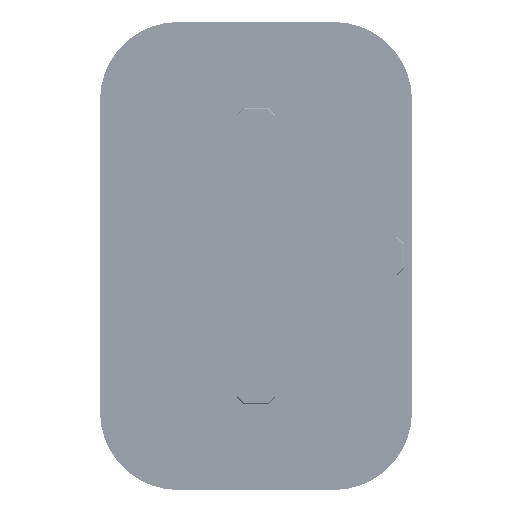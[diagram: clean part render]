
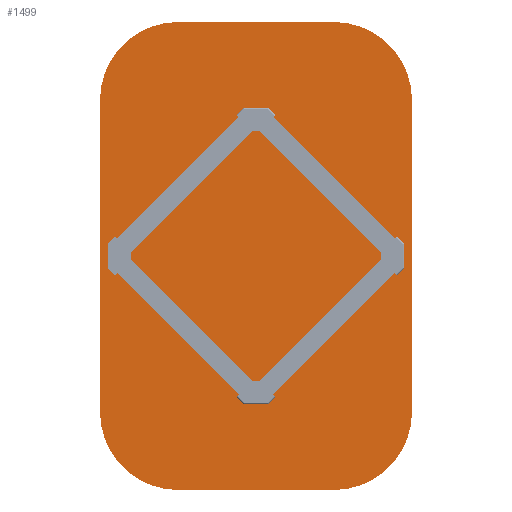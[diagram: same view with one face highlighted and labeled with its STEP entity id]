
A CAD part, top view. The second image highlights one B-rep face of the part: STEP entity #1499.
In plain terms, the highlighted planar face has unit normal (0, 0, 1).
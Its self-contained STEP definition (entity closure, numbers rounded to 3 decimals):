
#1499=ADVANCED_FACE('',(#10186),#10188,.T.);
#10186=FACE_BOUND('',#10187,.T.);
#10187=EDGE_LOOP('',(#20335,#20336,#20337,#20338,#20339,#20340,#20341,#20342));
#10188=PLANE('',#10189);
#10189=AXIS2_PLACEMENT_3D('',#10190,#10191,#10192);
#10190=CARTESIAN_POINT('',(0.,0.,0.));
#10191=DIRECTION('',(0.,0.,1.));
#10192=DIRECTION('',(-1.,0.,0.));
#20335=ORIENTED_EDGE('',*,*,#25681,.T.);
#20336=ORIENTED_EDGE('',*,*,#25685,.T.);
#20337=ORIENTED_EDGE('',*,*,#25688,.T.);
#20338=ORIENTED_EDGE('',*,*,#25691,.T.);
#20339=ORIENTED_EDGE('',*,*,#25694,.T.);
#20340=ORIENTED_EDGE('',*,*,#25697,.T.);
#20341=ORIENTED_EDGE('',*,*,#25700,.T.);
#20342=ORIENTED_EDGE('',*,*,#25702,.T.);
#25681=EDGE_CURVE('',#28372,#28370,#28373,.T.);
#25685=EDGE_CURVE('',#28370,#28377,#28379,.T.);
#25688=EDGE_CURVE('',#28377,#28382,#28384,.T.);
#25691=EDGE_CURVE('',#28382,#28387,#28389,.T.);
#25694=EDGE_CURVE('',#28387,#28392,#28394,.T.);
#25697=EDGE_CURVE('',#28392,#28397,#28399,.T.);
#25700=EDGE_CURVE('',#28397,#28402,#28404,.T.);
#25702=EDGE_CURVE('',#28402,#28372,#28406,.T.);
#28370=VERTEX_POINT('',#32851);
#28372=VERTEX_POINT('',#32855);
#28373=LINE('',#32856,#32857);
#28377=VERTEX_POINT('',#32867);
#28379=CIRCLE('',#32871,50.);
#28382=VERTEX_POINT('',#32879);
#28384=LINE('',#32883,#32884);
#28387=VERTEX_POINT('',#32891);
#28389=CIRCLE('',#32895,50.);
#28392=VERTEX_POINT('',#32903);
#28394=LINE('',#32907,#32908);
#28397=VERTEX_POINT('',#32915);
#28399=CIRCLE('',#32919,50.);
#28402=VERTEX_POINT('',#32927);
#28404=LINE('',#32931,#32932);
#28406=CIRCLE('',#32938,50.);
#32851=CARTESIAN_POINT('',(50.,-150.,0.));
#32855=CARTESIAN_POINT('',(-50.,-150.,0.));
#32856=CARTESIAN_POINT('',(-50.,-150.,0.));
#32857=VECTOR('',#32858,1.);
#32858=DIRECTION('',(1.,0.,0.));
#32867=CARTESIAN_POINT('',(100.,-100.,0.));
#32871=AXIS2_PLACEMENT_3D('',#32872,#32873,#32874);
#32872=CARTESIAN_POINT('',(50.,-100.,0.));
#32873=DIRECTION('',(0.,0.,1.));
#32874=DIRECTION('',(0.,-1.,0.));
#32879=CARTESIAN_POINT('',(100.,100.,0.));
#32883=CARTESIAN_POINT('',(100.,-100.,0.));
#32884=VECTOR('',#32885,1.);
#32885=DIRECTION('',(0.,1.,0.));
#32891=CARTESIAN_POINT('',(50.,150.,0.));
#32895=AXIS2_PLACEMENT_3D('',#32896,#32897,#32898);
#32896=CARTESIAN_POINT('',(50.,100.,0.));
#32897=DIRECTION('',(0.,0.,1.));
#32898=DIRECTION('',(1.,0.,0.));
#32903=CARTESIAN_POINT('',(-50.,150.,0.));
#32907=CARTESIAN_POINT('',(50.,150.,0.));
#32908=VECTOR('',#32909,1.);
#32909=DIRECTION('',(-1.,0.,0.));
#32915=CARTESIAN_POINT('',(-100.,100.,0.));
#32919=AXIS2_PLACEMENT_3D('',#32920,#32921,#32922);
#32920=CARTESIAN_POINT('',(-50.,100.,0.));
#32921=DIRECTION('',(0.,0.,1.));
#32922=DIRECTION('',(0.,1.,0.));
#32927=CARTESIAN_POINT('',(-100.,-100.,0.));
#32931=CARTESIAN_POINT('',(-100.,100.,0.));
#32932=VECTOR('',#32933,1.);
#32933=DIRECTION('',(0.,-1.,0.));
#32938=AXIS2_PLACEMENT_3D('',#32939,#32940,#32941);
#32939=CARTESIAN_POINT('',(-50.,-100.,0.));
#32940=DIRECTION('',(0.,0.,1.));
#32941=DIRECTION('',(-1.,0.,0.));
